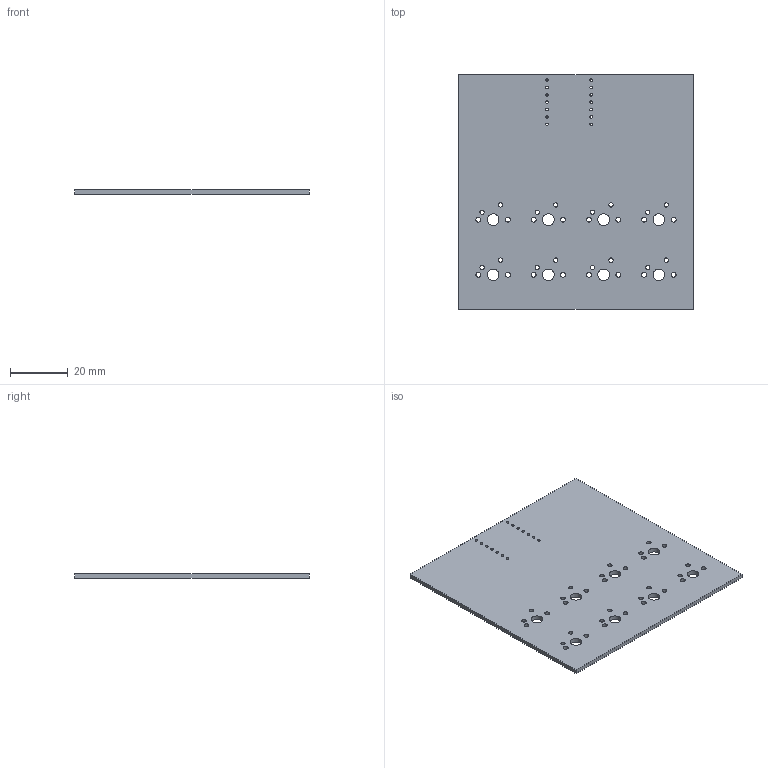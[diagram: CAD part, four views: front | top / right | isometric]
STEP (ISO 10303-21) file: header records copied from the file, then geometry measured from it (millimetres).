
FILE_DESCRIPTION(('KiCad electronic assembly'),'2;1');
FILE_NAME('Minikeyboard.step','2025-12-19T02:20:36',('Pcbnew'),('Kicad') ,'Open CASCADE STEP processor 7.9','KiCad to STEP converter','Unknown' );
FILE_SCHEMA(('AUTOMOTIVE_DESIGN { 1 0 10303 214 1 1 1 1 }'));
Length unit declared in the file: millimetre
Products named in the file (2): Minikeyboard 1; Minikeyboard_PCB
Assembly tree (1 placements, depth 2):
  Minikeyboard 1
    Minikeyboard_PCB
Bounding box: 80.96 x 80.96 x 1.51 mm (x, y, z)
Volume: 9635.5 mm3; surface area: 13705 mm2
Topology: 1 solids, 1 shells, 60 faces, 174 edges, 116 vertices
Faces by surface type: cylinder 54, plane 6
Full cylindrical faces by diameter (mm): 0.889 x14, 1.5 x16, 1.7 x16, 4 x8
Entity records: 2299 total; most frequent: DIRECTION 406, CARTESIAN_POINT 352, ORIENTED_EDGE 348, EDGE_CURVE 174, AXIS2_PLACEMENT_3D 170, FACE_BOUND 168, EDGE_LOOP 168, VERTEX_POINT 116
